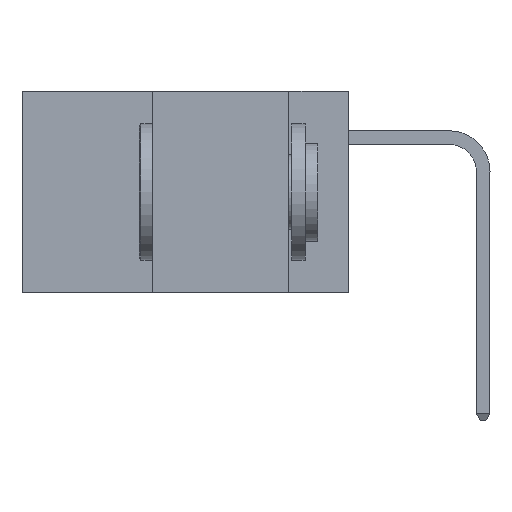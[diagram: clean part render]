
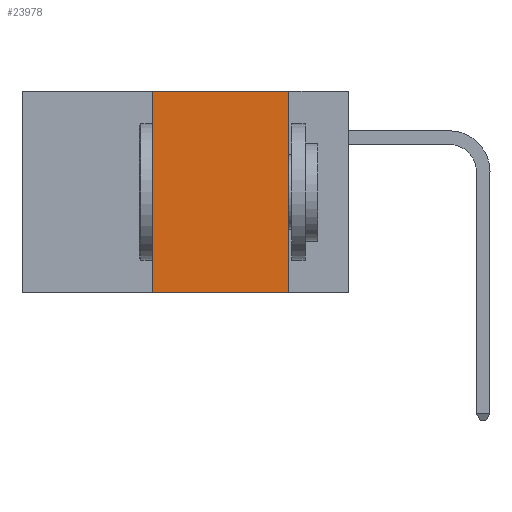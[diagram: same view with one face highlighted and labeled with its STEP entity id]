
A CAD part, left-side view. The second image highlights one B-rep face of the part: STEP entity #23978.
In plain terms, the highlighted planar face has unit normal (-1, 0, 0).
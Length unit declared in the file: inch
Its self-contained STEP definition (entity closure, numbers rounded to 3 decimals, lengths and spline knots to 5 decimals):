
#1208 = VERTEX_POINT ( 'NONE', #12779 ) ;
#2915 = CARTESIAN_POINT ( 'NONE',  ( 0., 0.36, -0.37 ) ) ;
#3190 = CARTESIAN_POINT ( 'NONE',  ( 0., 0.11, 0. ) ) ;
#3282 = EDGE_CURVE ( 'NONE', #32621, #33543, #31216, .T. ) ;
#3342 = AXIS2_PLACEMENT_3D ( 'NONE', #3775, #21167, #3892 ) ;
#3775 = CARTESIAN_POINT ( 'NONE',  ( 0., 0.6, 0. ) ) ;
#3892 = DIRECTION ( 'NONE',  ( 0., 0., -1. ) ) ;
#4841 = DIRECTION ( 'NONE',  ( 0., 0., -1. ) ) ;
#4968 = EDGE_CURVE ( 'NONE', #32621, #1208, #13943, .T. ) ;
#5119 = EDGE_CURVE ( 'NONE', #1208, #24540, #12428, .T. ) ;
#10178 = EDGE_CURVE ( 'NONE', #24540, #33543, #28035, .T. ) ;
#10905 = DIRECTION ( 'NONE',  ( 0., -1., 0. ) ) ;
#12352 = VECTOR ( 'NONE', #27297, 39.37008 ) ;
#12428 = LINE ( 'NONE', #13312, #12352 ) ;
#12779 = CARTESIAN_POINT ( 'NONE',  ( 0., 0.36, 0. ) ) ;
#13312 = CARTESIAN_POINT ( 'NONE',  ( 0., 0.6, 0. ) ) ;
#13458 = EDGE_LOOP ( 'NONE', ( #26143, #30802, #33091, #33725 ) ) ;
#13730 = VECTOR ( 'NONE', #34913, 39.37008 ) ;
#13943 = LINE ( 'NONE', #20917, #13730 ) ;
#15744 = CARTESIAN_POINT ( 'NONE',  ( 0., 0.11, -0.37 ) ) ;
#16479 = CARTESIAN_POINT ( 'NONE',  ( 0., 0.11, 0. ) ) ;
#16951 = FACE_OUTER_BOUND ( 'NONE', #13458, .T. ) ;
#19333 = CARTESIAN_POINT ( 'NONE',  ( 0., 0.6, -0.37 ) ) ;
#20917 = CARTESIAN_POINT ( 'NONE',  ( 0., 0.36, 0. ) ) ;
#21167 = DIRECTION ( 'NONE',  ( 1., 0., 0. ) ) ;
#23978 = ADVANCED_FACE ( 'NONE', ( #16951 ), #32340, .F. ) ;
#24540 = VERTEX_POINT ( 'NONE', #3190 ) ;
#26143 = ORIENTED_EDGE ( 'NONE', *, *, #10178, .F. ) ;
#27297 = DIRECTION ( 'NONE',  ( 0., -1., 0. ) ) ;
#27779 = VECTOR ( 'NONE', #4841, 39.37008 ) ;
#28035 = LINE ( 'NONE', #16479, #27779 ) ;
#30793 = VECTOR ( 'NONE', #10905, 39.37008 ) ;
#30802 = ORIENTED_EDGE ( 'NONE', *, *, #5119, .F. ) ;
#31216 = LINE ( 'NONE', #19333, #30793 ) ;
#32340 = PLANE ( 'NONE',  #3342 ) ;
#32621 = VERTEX_POINT ( 'NONE', #2915 ) ;
#33091 = ORIENTED_EDGE ( 'NONE', *, *, #4968, .F. ) ;
#33543 = VERTEX_POINT ( 'NONE', #15744 ) ;
#33725 = ORIENTED_EDGE ( 'NONE', *, *, #3282, .T. ) ;
#34913 = DIRECTION ( 'NONE',  ( 0., 0., 1. ) ) ;
